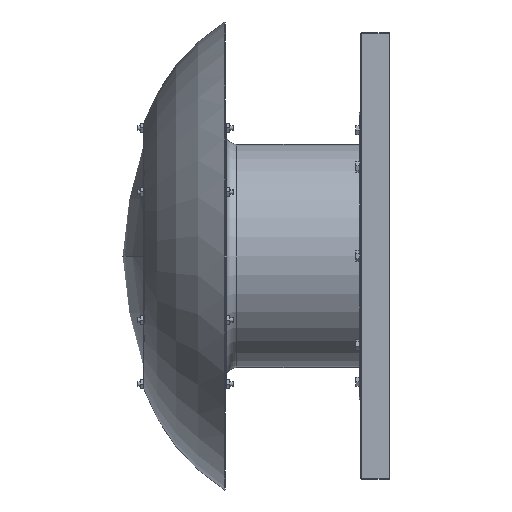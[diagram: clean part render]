
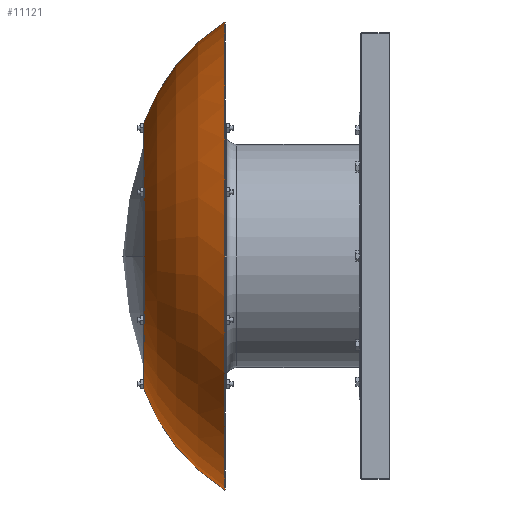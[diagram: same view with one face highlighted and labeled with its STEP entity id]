
A CAD part, left-side view. The second image highlights one B-rep face of the part: STEP entity #11121.
In plain terms, the highlighted toroidal (fillet/blend) face has major radius 93.647 mm and minor radius 281.5 mm.
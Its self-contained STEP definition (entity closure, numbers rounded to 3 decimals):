
#6153 = DIRECTION ( 'NONE',  ( 0., 0., -1. ) ) ;
#6154 = DIRECTION ( 'NONE',  ( 0., -1., 0. ) ) ;
#6155 = CARTESIAN_POINT ( 'NONE',  ( 0., 307.4, 0. ) ) ;
#6156 = AXIS2_PLACEMENT_3D ( 'NONE', #6155, #6154, #6153 ) ;
#6157 = CIRCLE ( 'NONE', #6156, 188.26 ) ;
#6214 = DIRECTION ( 'NONE',  ( 0., 0., -1. ) ) ;
#6215 = DIRECTION ( 'NONE',  ( 0., -1., 0. ) ) ;
#6216 = CARTESIAN_POINT ( 'NONE',  ( 0., 193.204, 0. ) ) ;
#6217 = AXIS2_PLACEMENT_3D ( 'NONE', #6216, #6215, #6214 ) ;
#6218 = DIRECTION ( 'NONE',  ( 0., 0., -1. ) ) ;
#6219 = DIRECTION ( 'NONE',  ( 0., -1., 0. ) ) ;
#6220 = AXIS2_PLACEMENT_3D ( 'NONE', #6223, #6219, #6218 ) ;
#6221 = TOROIDAL_SURFACE ( 'NONE', #6220, 93.647, 281.5 ) ;
#6222 = CIRCLE ( 'NONE', #6217, 331.266 ) ;
#6223 = CARTESIAN_POINT ( 'NONE',  ( 0., 42.276, 0. ) ) ;
#6224 = FACE_OUTER_BOUND ( 'NONE', #11122, .T. ) ;
#7634 = EDGE_CURVE ( 'NONE', #7644, #7708, #18358, .T. ) ;
#7639 = VERTEX_POINT ( 'NONE', #18346 ) ;
#7641 = EDGE_CURVE ( 'NONE', #7639, #7646, #18341, .T. ) ;
#7644 = VERTEX_POINT ( 'NONE', #18456 ) ;
#7646 = VERTEX_POINT ( 'NONE', #18444 ) ;
#7708 = VERTEX_POINT ( 'NONE', #18719 ) ;
#11062 = EDGE_CURVE ( 'NONE', #7639, #7644, #6157, .T. ) ;
#11121 = ADVANCED_FACE ( 'NONE', ( #6224 ), #6221, .T. ) ;
#11122 = EDGE_LOOP ( 'NONE', ( #11123, #11124, #11126, #11128 ) ) ;
#11123 = ORIENTED_EDGE ( 'NONE', *, *, #7641, .F. ) ;
#11124 = ORIENTED_EDGE ( 'NONE', *, *, #11062, .T. ) ;
#11126 = ORIENTED_EDGE ( 'NONE', *, *, #7634, .T. ) ;
#11128 = ORIENTED_EDGE ( 'NONE', *, *, #11130, .F. ) ;
#11130 = EDGE_CURVE ( 'NONE', #7646, #7708, #6222, .T. ) ;
#18336 = DIRECTION ( 'NONE',  ( 0., 0., -1. ) ) ;
#18337 = DIRECTION ( 'NONE',  ( 1., 0., 0. ) ) ;
#18338 = CARTESIAN_POINT ( 'NONE',  ( 0., 42.276, 93.647 ) ) ;
#18340 = AXIS2_PLACEMENT_3D ( 'NONE', #18338, #18337, #18336 ) ;
#18341 = CIRCLE ( 'NONE', #18340, 281.5 ) ;
#18346 = CARTESIAN_POINT ( 'NONE',  ( 0., 307.4, 188.26 ) ) ;
#18351 = DIRECTION ( 'NONE',  ( 0., 0., 1. ) ) ;
#18353 = DIRECTION ( 'NONE',  ( -1., 0., 0. ) ) ;
#18354 = CARTESIAN_POINT ( 'NONE',  ( 0., 42.276, -93.647 ) ) ;
#18356 = AXIS2_PLACEMENT_3D ( 'NONE', #18354, #18353, #18351 ) ;
#18358 = CIRCLE ( 'NONE', #18356, 281.5 ) ;
#18444 = CARTESIAN_POINT ( 'NONE',  ( 0., 193.204, 331.266 ) ) ;
#18456 = CARTESIAN_POINT ( 'NONE',  ( 0., 307.4, -188.26 ) ) ;
#18719 = CARTESIAN_POINT ( 'NONE',  ( 0., 193.204, -331.266 ) ) ;
